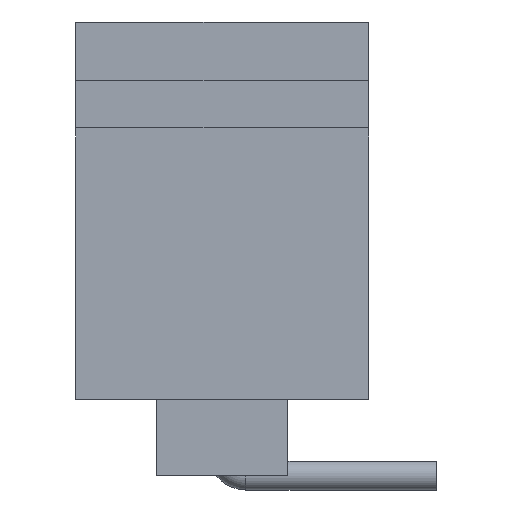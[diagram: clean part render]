
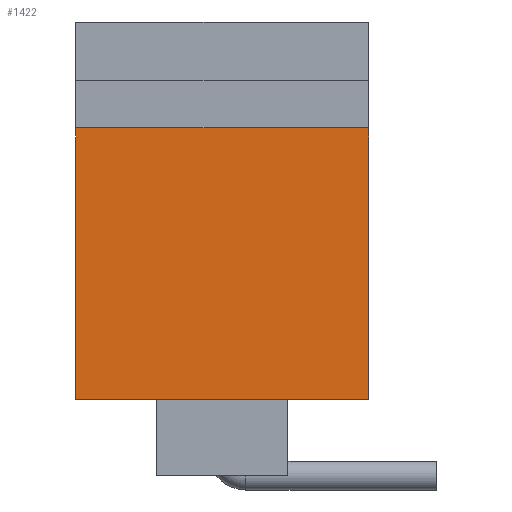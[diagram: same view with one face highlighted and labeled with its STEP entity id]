
A CAD part, left-side view. The second image highlights one B-rep face of the part: STEP entity #1422.
In plain terms, the highlighted planar face has unit normal (-1, 0, 0).
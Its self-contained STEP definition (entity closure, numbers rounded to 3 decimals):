
#107=PLANE('',#1581);
#166=FACE_OUTER_BOUND('',#280,.T.);
#280=EDGE_LOOP('',(#1134,#1135,#1136,#1137));
#388=LINE('',#2386,#488);
#389=LINE('',#2388,#489);
#390=LINE('',#2390,#490);
#391=LINE('',#2391,#491);
#488=VECTOR('',#1915,10.);
#489=VECTOR('',#1916,10.);
#490=VECTOR('',#1917,10.);
#491=VECTOR('',#1918,10.);
#689=VERTEX_POINT('',#2384);
#690=VERTEX_POINT('',#2385);
#691=VERTEX_POINT('',#2387);
#692=VERTEX_POINT('',#2389);
#852=EDGE_CURVE('',#689,#690,#388,.T.);
#853=EDGE_CURVE('',#689,#691,#389,.T.);
#854=EDGE_CURVE('',#691,#692,#390,.T.);
#855=EDGE_CURVE('',#690,#692,#391,.T.);
#1134=ORIENTED_EDGE('',*,*,#852,.F.);
#1135=ORIENTED_EDGE('',*,*,#853,.T.);
#1136=ORIENTED_EDGE('',*,*,#854,.T.);
#1137=ORIENTED_EDGE('',*,*,#855,.F.);
#1422=ADVANCED_FACE('',(#166),#107,.T.);
#1581=AXIS2_PLACEMENT_3D('',#2383,#1913,#1914);
#1913=DIRECTION('center_axis',(-1.,0.,0.));
#1914=DIRECTION('ref_axis',(0.,1.,0.));
#1915=DIRECTION('',(0.,-1.,0.));
#1916=DIRECTION('',(0.,0.,-1.));
#1917=DIRECTION('',(0.,-1.,0.));
#1918=DIRECTION('',(0.,0.,-1.));
#2383=CARTESIAN_POINT('Origin',(-19.375,0.,2.));
#2384=CARTESIAN_POINT('',(-19.375,6.15,0.));
#2385=CARTESIAN_POINT('',(-19.375,-6.15,0.));
#2386=CARTESIAN_POINT('',(-19.375,0.,0.));
#2387=CARTESIAN_POINT('',(-19.375,6.15,-11.4));
#2388=CARTESIAN_POINT('',(-19.375,6.15,2.));
#2389=CARTESIAN_POINT('',(-19.375,-6.15,-11.4));
#2390=CARTESIAN_POINT('',(-19.375,-6.15,-11.4));
#2391=CARTESIAN_POINT('',(-19.375,-6.15,2.));
